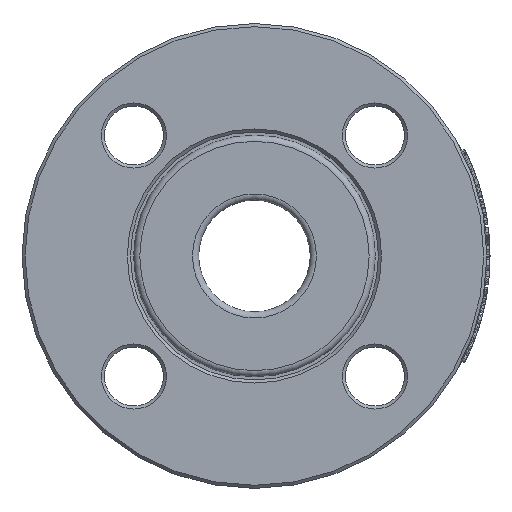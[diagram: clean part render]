
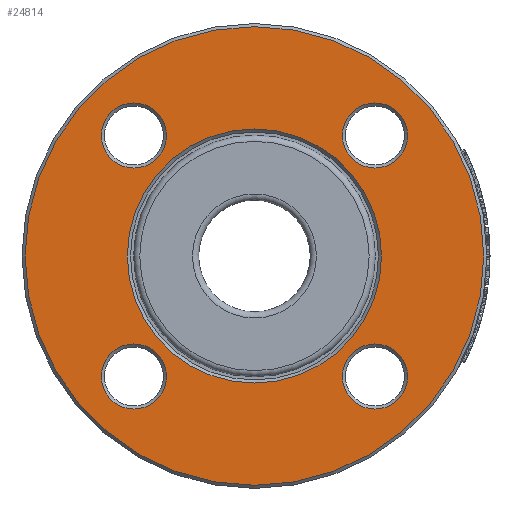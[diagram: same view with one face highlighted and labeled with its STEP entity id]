
A CAD part, left-side view. The second image highlights one B-rep face of the part: STEP entity #24814.
In plain terms, the highlighted planar face has unit normal (-1, 0, 0).
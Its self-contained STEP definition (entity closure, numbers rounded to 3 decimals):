
#5410=FACE_BOUND('',#7816,.T.);
#5411=FACE_BOUND('',#7817,.T.);
#5412=FACE_BOUND('',#7818,.T.);
#5413=FACE_BOUND('',#7819,.T.);
#5414=FACE_BOUND('',#7820,.T.);
#6364=FACE_OUTER_BOUND('',#7815,.T.);
#7815=EDGE_LOOP('',(#19559));
#7816=EDGE_LOOP('',(#19560));
#7817=EDGE_LOOP('',(#19561));
#7818=EDGE_LOOP('',(#19562));
#7819=EDGE_LOOP('',(#19563));
#7820=EDGE_LOOP('',(#19564));
#8794=CIRCLE('',#26141,41.);
#8795=CIRCLE('',#26143,74.);
#8796=CIRCLE('',#26144,10.5);
#8797=CIRCLE('',#26145,10.5);
#8798=CIRCLE('',#26146,10.5);
#8799=CIRCLE('',#26147,10.5);
#10614=VERTEX_POINT('',#48874);
#10615=VERTEX_POINT('',#48877);
#10616=VERTEX_POINT('',#48879);
#10617=VERTEX_POINT('',#48881);
#10618=VERTEX_POINT('',#48883);
#10619=VERTEX_POINT('',#48885);
#13756=EDGE_CURVE('',#10614,#10614,#8794,.T.);
#13757=EDGE_CURVE('',#10615,#10615,#8795,.T.);
#13758=EDGE_CURVE('',#10616,#10616,#8796,.T.);
#13759=EDGE_CURVE('',#10617,#10617,#8797,.T.);
#13760=EDGE_CURVE('',#10618,#10618,#8798,.T.);
#13761=EDGE_CURVE('',#10619,#10619,#8799,.T.);
#19559=ORIENTED_EDGE('',*,*,#13757,.F.);
#19560=ORIENTED_EDGE('',*,*,#13758,.F.);
#19561=ORIENTED_EDGE('',*,*,#13759,.F.);
#19562=ORIENTED_EDGE('',*,*,#13760,.F.);
#19563=ORIENTED_EDGE('',*,*,#13761,.F.);
#19564=ORIENTED_EDGE('',*,*,#13756,.F.);
#22428=PLANE('',#26142);
#24814=ADVANCED_FACE('',(#6364,#5410,#5411,#5412,#5413,#5414),#22428,.T.);
#26141=AXIS2_PLACEMENT_3D('',#48875,#29458,#29459);
#26142=AXIS2_PLACEMENT_3D('',#48876,#29460,#29461);
#26143=AXIS2_PLACEMENT_3D('',#48878,#29462,#29463);
#26144=AXIS2_PLACEMENT_3D('',#48880,#29464,#29465);
#26145=AXIS2_PLACEMENT_3D('',#48882,#29466,#29467);
#26146=AXIS2_PLACEMENT_3D('',#48884,#29468,#29469);
#26147=AXIS2_PLACEMENT_3D('',#48886,#29470,#29471);
#29458=DIRECTION('center_axis',(-1.,0.,0.));
#29459=DIRECTION('ref_axis',(0.,0.,-1.));
#29460=DIRECTION('center_axis',(-1.,0.,0.));
#29461=DIRECTION('ref_axis',(0.,0.,1.));
#29462=DIRECTION('center_axis',(1.,0.,0.));
#29463=DIRECTION('ref_axis',(0.,0.,-1.));
#29464=DIRECTION('center_axis',(-1.,0.,0.));
#29465=DIRECTION('ref_axis',(0.,1.,0.));
#29466=DIRECTION('center_axis',(-1.,0.,0.));
#29467=DIRECTION('ref_axis',(0.,-1.,0.));
#29468=DIRECTION('center_axis',(-1.,0.,0.));
#29469=DIRECTION('ref_axis',(0.,0.,-1.));
#29470=DIRECTION('center_axis',(-1.,0.,0.));
#29471=DIRECTION('ref_axis',(0.,0.,1.));
#48874=CARTESIAN_POINT('',(-61.065,5.719,41.));
#48875=CARTESIAN_POINT('Origin',(-61.065,5.719,0.));
#48876=CARTESIAN_POINT('Origin',(-61.065,5.719,0.));
#48877=CARTESIAN_POINT('',(-61.065,5.719,74.));
#48878=CARTESIAN_POINT('Origin',(-61.065,5.719,0.));
#48879=CARTESIAN_POINT('',(-61.065,34.11,38.891));
#48880=CARTESIAN_POINT('Origin',(-61.065,44.61,38.891));
#48881=CARTESIAN_POINT('',(-61.065,-22.672,-38.891));
#48882=CARTESIAN_POINT('Origin',(-61.065,-33.172,-38.891));
#48883=CARTESIAN_POINT('',(-61.065,44.61,-28.391));
#48884=CARTESIAN_POINT('Origin',(-61.065,44.61,-38.891));
#48885=CARTESIAN_POINT('',(-61.065,-33.172,28.391));
#48886=CARTESIAN_POINT('Origin',(-61.065,-33.172,38.891));
